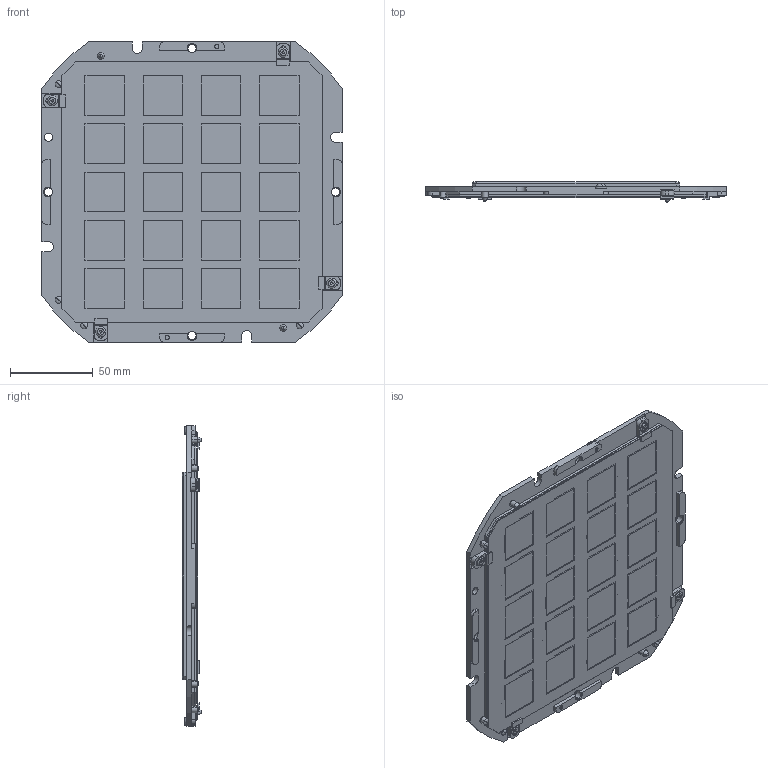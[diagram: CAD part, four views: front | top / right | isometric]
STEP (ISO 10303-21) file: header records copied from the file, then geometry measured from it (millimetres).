
FILE_DESCRIPTION(('FreeCAD Model'),'2;1');
FILE_NAME('otter_substrate_holder.step', '2019-12-29T17:12:42',('Author'),(''), 'Open CASCADE STEP processor 7.4','FreeCAD','Unknown');
FILE_SCHEMA(('AUTOMOTIVE_DESIGN { 1 0 10303 214 1 1 1 1 }'));
Length unit declared in the file: millimetre
Products named in the file (15): 013923; 012729_25mm_Samples; 013871; 012731_M2_-_SSTL; 013872; 012731_M2; LPPESC3-P4.00-B3.6-R1-L3; 004418_009; LPPESA3-P4.00-B3.3-R2-L3; 013435; 013437; 25mm_Sample^012729; 005863_000; 013891; 013889
Assembly tree (45 placements, depth 4):
  013923
    012729_25mm_Samples
      013871
        012731_M2_-_SSTL
      013872
        012731_M2
      LPPESC3-P4.00-B3.6-R1-L3  x2
      004418_009  x4
      LPPESA3-P4.00-B3.3-R2-L3  x4
      013435
      013437
      25mm_Sample^012729  x20
      005863_000  x4
      013891  x2
      013889  x2
Bounding box: 181 x 11.86 x 181 mm (x, y, z)
Volume: 215375.5 mm3; surface area: 159130.9 mm2
Topology: 42 solids, 42 shells, 1033 faces, 2642 edges, 1685 vertices
Faces by surface type: plane 642, cylinder 241, cone 81, torus 45, revolution 12, bspline 8, sphere 4
Entity records: 22029 total; most frequent: CARTESIAN_POINT 3870, DIRECTION 3611, ORIENTED_EDGE 3602, EDGE_CURVE 1801, LINE 1339, VECTOR 1339, VERTEX_POINT 1169, AXIS2_PLACEMENT_3D 1134
